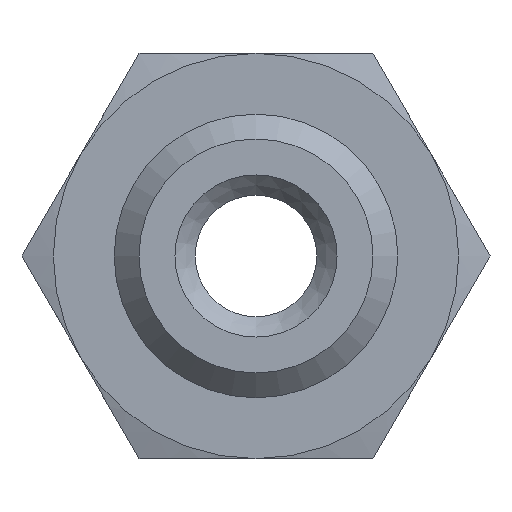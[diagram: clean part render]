
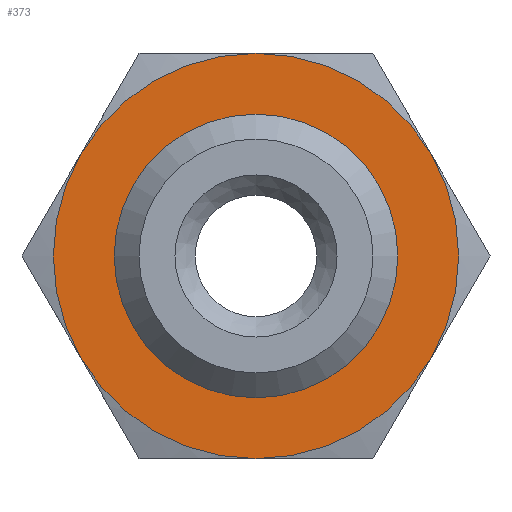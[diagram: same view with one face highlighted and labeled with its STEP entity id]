
A CAD part, front view. The second image highlights one B-rep face of the part: STEP entity #373.
In plain terms, the highlighted planar face has unit normal (0, -1, 0).
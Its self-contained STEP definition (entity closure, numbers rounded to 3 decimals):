
#35=PLANE('',#420);
#44=CIRCLE('',#409,5.);
#45=CIRCLE('',#411,5.);
#46=CIRCLE('',#413,5.);
#47=CIRCLE('',#415,5.);
#48=CIRCLE('',#417,5.);
#49=CIRCLE('',#419,5.);
#50=CIRCLE('',#421,3.5);
#83=ORIENTED_EDGE('',*,*,#185,.F.);
#84=ORIENTED_EDGE('',*,*,#168,.T.);
#85=ORIENTED_EDGE('',*,*,#171,.T.);
#86=ORIENTED_EDGE('',*,*,#178,.T.);
#87=ORIENTED_EDGE('',*,*,#184,.T.);
#88=ORIENTED_EDGE('',*,*,#180,.T.);
#89=ORIENTED_EDGE('',*,*,#174,.T.);
#168=EDGE_CURVE('',#220,#218,#44,.T.);
#171=EDGE_CURVE('',#218,#221,#45,.T.);
#174=EDGE_CURVE('',#224,#220,#46,.T.);
#178=EDGE_CURVE('',#221,#226,#47,.T.);
#180=EDGE_CURVE('',#228,#224,#48,.T.);
#184=EDGE_CURVE('',#226,#228,#49,.T.);
#185=EDGE_CURVE('',#230,#230,#50,.T.);
#218=VERTEX_POINT('',#569);
#220=VERTEX_POINT('',#572);
#221=VERTEX_POINT('',#582);
#224=VERTEX_POINT('',#596);
#226=VERTEX_POINT('',#611);
#228=VERTEX_POINT('',#620);
#230=VERTEX_POINT('',#638);
#281=EDGE_LOOP('',(#83));
#282=EDGE_LOOP('',(#84,#85,#86,#87,#88,#89));
#319=FACE_BOUND('',#281,.T.);
#320=FACE_BOUND('',#282,.T.);
#373=ADVANCED_FACE('',(#319,#320),#35,.F.);
#409=AXIS2_PLACEMENT_3D('',#571,#461,#462);
#411=AXIS2_PLACEMENT_3D('',#584,#465,#466);
#413=AXIS2_PLACEMENT_3D('',#595,#469,#470);
#415=AXIS2_PLACEMENT_3D('',#612,#473,#474);
#417=AXIS2_PLACEMENT_3D('',#619,#477,#478);
#419=AXIS2_PLACEMENT_3D('',#635,#481,#482);
#420=AXIS2_PLACEMENT_3D('',#636,#483,#484);
#421=AXIS2_PLACEMENT_3D('',#637,#485,#486);
#461=DIRECTION('',(0.,-1.,0.));
#462=DIRECTION('',(0.,0.,-1.));
#465=DIRECTION('',(0.,-1.,0.));
#466=DIRECTION('',(0.,0.,-1.));
#469=DIRECTION('',(0.,-1.,0.));
#470=DIRECTION('',(0.,0.,-1.));
#473=DIRECTION('',(0.,-1.,0.));
#474=DIRECTION('',(0.,0.,-1.));
#477=DIRECTION('',(0.,-1.,0.));
#478=DIRECTION('',(0.,0.,-1.));
#481=DIRECTION('',(0.,-1.,0.));
#482=DIRECTION('',(0.,0.,-1.));
#483=DIRECTION('',(0.,1.,0.));
#484=DIRECTION('',(0.,0.,1.));
#485=DIRECTION('',(0.,-1.,0.));
#486=DIRECTION('',(0.,0.,-1.));
#569=CARTESIAN_POINT('',(4.33,5.,-2.5));
#571=CARTESIAN_POINT('',(0.,5.,0.));
#572=CARTESIAN_POINT('',(0.,5.,-5.));
#582=CARTESIAN_POINT('',(4.33,5.,2.5));
#584=CARTESIAN_POINT('',(0.,5.,0.));
#595=CARTESIAN_POINT('',(0.,5.,0.));
#596=CARTESIAN_POINT('',(-4.33,5.,-2.5));
#611=CARTESIAN_POINT('',(0.,5.,5.));
#612=CARTESIAN_POINT('',(0.,5.,0.));
#619=CARTESIAN_POINT('',(0.,5.,0.));
#620=CARTESIAN_POINT('',(-4.33,5.,2.5));
#635=CARTESIAN_POINT('',(0.,5.,0.));
#636=CARTESIAN_POINT('',(5.,5.,0.));
#637=CARTESIAN_POINT('',(0.,5.,0.));
#638=CARTESIAN_POINT('',(0.,5.,-3.5));
